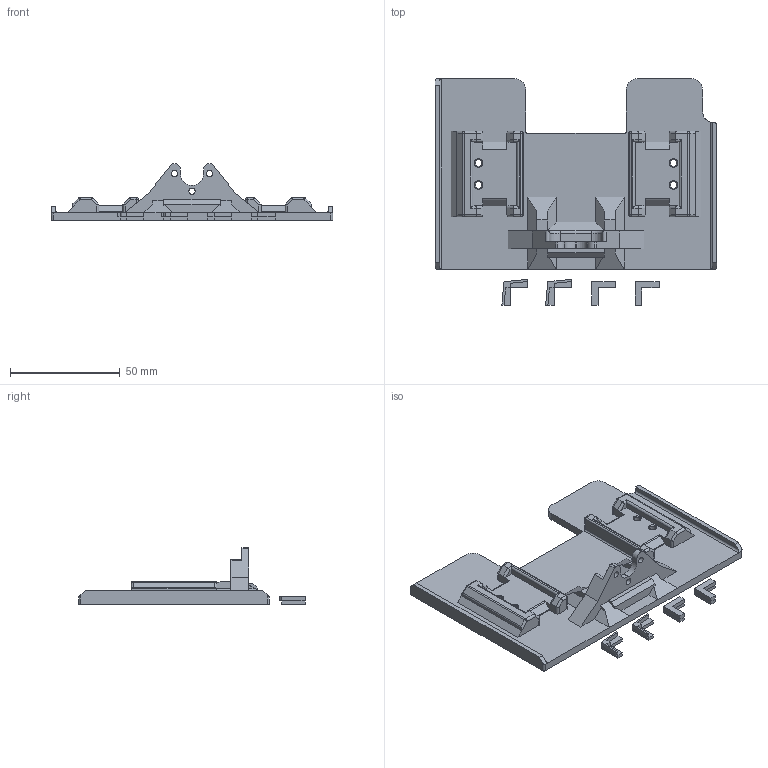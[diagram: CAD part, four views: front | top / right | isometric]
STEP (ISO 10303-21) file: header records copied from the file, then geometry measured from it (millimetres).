
FILE_DESCRIPTION(/* description */ ('STEP AP242','CAx-IF Rec.Pracs.---Representation and Presentation of Product Manufacturing Information (PMI)---4.0---2014-10-13','CAx-IF Rec.Pracs.---3D Tessellated Geometry---0.4---2014-09-14','2;1'),/* implementation_level */ '2;1');
FILE_NAME(/* name */ '681aeee5ec1f1d172663058e',/* time_stamp */ '2025-05-07T05:25:58Z',/* author */ (''),/* organization */ (''),/* preprocessor_version */ 'ST-DEVELOPER v20',/* originating_system */ 'ONSHAPE BY PTC INC, 1.197',/* authorisation */ ' ');
FILE_SCHEMA (('AP242_MANAGED_MODEL_BASED_3D_ENGINEERING_MIM_LF { 1 0 10303 442 1 1 4 }'));
Length unit declared in the file: metre
Products named in the file (9): Part 4; Part 9; Part 5; Part 1; Part 6; Part 2; Part 7; Part 3; Part 8
Bounding box: 128.5 x 103.41 x 26 mm (x, y, z)
Volume: 49133.1 mm3; surface area: 27901.5 mm2
Topology: 9 solids, 9 shells, 331 faces, 852 edges, 538 vertices
Faces by surface type: plane 218, cylinder 95, torus 10, bspline 4, sphere 4
Full cylindrical faces by diameter (mm): 2.85 x3, 3 x4
Entity records: 10105 total; most frequent: CARTESIAN_POINT 1805, DIRECTION 1673, ORIENTED_EDGE 1660, EDGE_CURVE 830, LINE 649, VECTOR 649, VERTEX_POINT 535, AXIS2_PLACEMENT_3D 512
